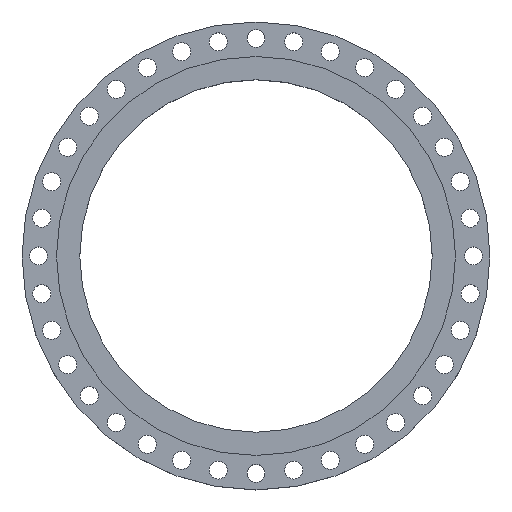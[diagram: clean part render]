
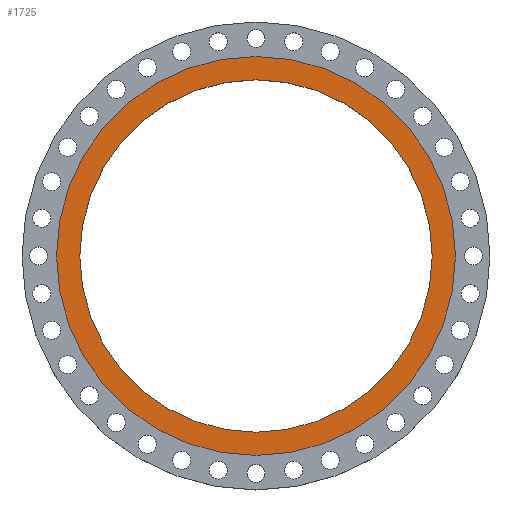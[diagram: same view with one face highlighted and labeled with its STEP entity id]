
A CAD part, top view. The second image highlights one B-rep face of the part: STEP entity #1725.
In plain terms, the highlighted planar face has unit normal (0, 0, 1).
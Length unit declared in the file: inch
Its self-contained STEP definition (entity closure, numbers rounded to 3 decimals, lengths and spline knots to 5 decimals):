
#4 = CARTESIAN_POINT ( 'NONE',  ( 0., 14.6875, 0. ) ) ;
#31 = EDGE_CURVE ( 'NONE', #867, #2753, #2023, .T. ) ;
#46 = VERTEX_POINT ( 'NONE', #1307 ) ;
#243 = PLANE ( 'NONE',  #2724 ) ;
#320 = CIRCLE ( 'NONE', #1729, 14.6875 ) ;
#410 = ORIENTED_EDGE ( 'NONE', *, *, #1496, .F. ) ;
#463 = CARTESIAN_POINT ( 'NONE',  ( -14.6875, 0., 0. ) ) ;
#477 = AXIS2_PLACEMENT_3D ( 'NONE', #1246, #1766, #2325 ) ;
#808 = CARTESIAN_POINT ( 'NONE',  ( 0., 0., 0. ) ) ;
#820 = DIRECTION ( 'NONE',  ( 0., 0., 1. ) ) ;
#867 = VERTEX_POINT ( 'NONE', #2230 ) ;
#973 = EDGE_LOOP ( 'NONE', ( #410, #3112 ) ) ;
#989 = CIRCLE ( 'NONE', #477, 16.625 ) ;
#1236 = CARTESIAN_POINT ( 'NONE',  ( 0., 0., 0. ) ) ;
#1246 = CARTESIAN_POINT ( 'NONE',  ( 0., 0., 0. ) ) ;
#1255 = EDGE_LOOP ( 'NONE', ( #3165, #2381 ) ) ;
#1307 = CARTESIAN_POINT ( 'NONE',  ( 14.6875, 0., 0. ) ) ;
#1354 = DIRECTION ( 'NONE',  ( 1., 0., 0. ) ) ;
#1381 = DIRECTION ( 'NONE',  ( 0., 0., 1. ) ) ;
#1482 = DIRECTION ( 'NONE',  ( -1., 0., 0. ) ) ;
#1496 = EDGE_CURVE ( 'NONE', #46, #2090, #3048, .T. ) ;
#1611 = AXIS2_PLACEMENT_3D ( 'NONE', #2109, #1381, #1354 ) ;
#1725 = ADVANCED_FACE ( 'NONE', ( #1765, #2256 ), #243, .F. ) ;
#1729 = AXIS2_PLACEMENT_3D ( 'NONE', #1236, #2017, #2311 ) ;
#1765 = FACE_BOUND ( 'NONE', #973, .T. ) ;
#1766 = DIRECTION ( 'NONE',  ( 0., 0., 1. ) ) ;
#1936 = EDGE_CURVE ( 'NONE', #2090, #46, #320, .T. ) ;
#2017 = DIRECTION ( 'NONE',  ( 0., 0., 1. ) ) ;
#2023 = CIRCLE ( 'NONE', #2284, 16.625 ) ;
#2090 = VERTEX_POINT ( 'NONE', #463 ) ;
#2109 = CARTESIAN_POINT ( 'NONE',  ( 0., 0., 0. ) ) ;
#2136 = CARTESIAN_POINT ( 'NONE',  ( -16.625, 0., 0. ) ) ;
#2230 = CARTESIAN_POINT ( 'NONE',  ( 16.625, 0., 0. ) ) ;
#2256 = FACE_OUTER_BOUND ( 'NONE', #1255, .T. ) ;
#2284 = AXIS2_PLACEMENT_3D ( 'NONE', #808, #820, #2543 ) ;
#2311 = DIRECTION ( 'NONE',  ( 1., 0., 0. ) ) ;
#2325 = DIRECTION ( 'NONE',  ( 1., 0., 0. ) ) ;
#2381 = ORIENTED_EDGE ( 'NONE', *, *, #2799, .T. ) ;
#2543 = DIRECTION ( 'NONE',  ( 1., 0., 0. ) ) ;
#2724 = AXIS2_PLACEMENT_3D ( 'NONE', #4, #2759, #1482 ) ;
#2753 = VERTEX_POINT ( 'NONE', #2136 ) ;
#2759 = DIRECTION ( 'NONE',  ( 0., 0., -1. ) ) ;
#2799 = EDGE_CURVE ( 'NONE', #2753, #867, #989, .T. ) ;
#3048 = CIRCLE ( 'NONE', #1611, 14.6875 ) ;
#3112 = ORIENTED_EDGE ( 'NONE', *, *, #1936, .F. ) ;
#3165 = ORIENTED_EDGE ( 'NONE', *, *, #31, .T. ) ;
